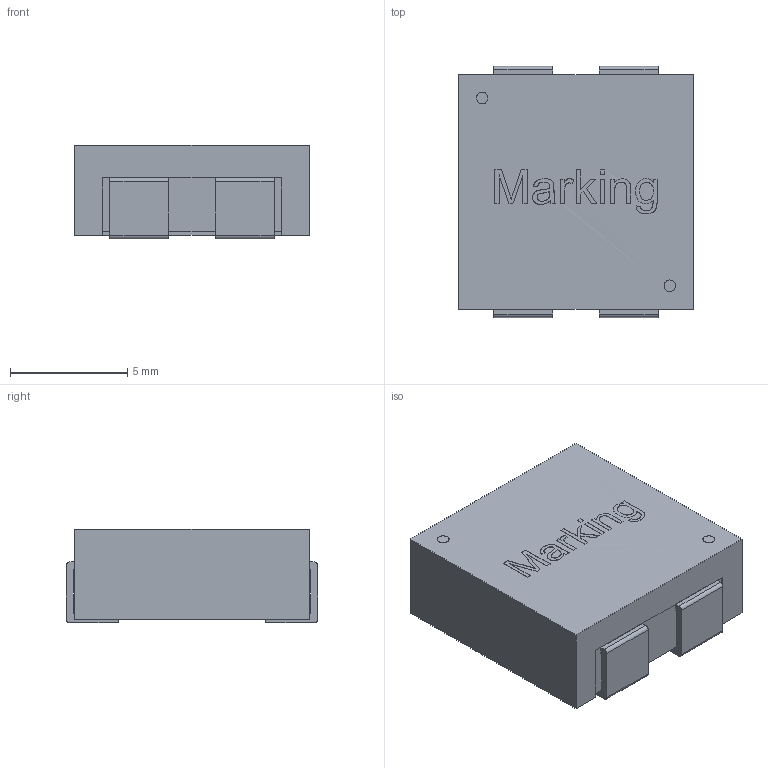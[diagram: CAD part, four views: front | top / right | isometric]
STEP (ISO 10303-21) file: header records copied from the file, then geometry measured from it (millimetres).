
FILE_DESCRIPTION(/* description */ ('Unknown'),/* implementation_level */ '2;1');
FILE_NAME(/* name */ 'L_Wurth_WE-MCRI-1040',/* time_stamp */ '2025-06-04T13:31:23+08:00',/* author */ ('Unknown'),/* organization */ ('Unknown'),/* preprocessor_version */ 'ST-DEVELOPER v19.4',/* originating_system */ 'Solid Edge',/* authorisation */ 'Unknown');
FILE_SCHEMA (('AUTOMOTIVE_DESIGN {1 0 10303 214 3 1 1}'));
Length unit declared in the file: millimetre
Products named in the file (2): L_Wurth_WE-MCRI-1040
Assembly tree (1 placements, depth 2):
  L_Wurth_WE-MCRI-1040
    L_Wurth_WE-MCRI-1040
Bounding box: 10 x 10.7 x 4 mm (x, y, z)
Volume: 390.6 mm3; surface area: 426 mm2
Topology: 1 solids, 1 shells, 139 faces, 378 edges, 253 vertices
Faces by surface type: plane 108, cylinder 20, bspline 11
Full cylindrical faces by diameter (mm): 0.5 x2
Entity records: 5753 total; most frequent: CARTESIAN_POINT 1477, ORIENTED_EDGE 750, DIRECTION 543, EDGE_CURVE 375, VERTEX_POINT 253, LINE 211, VECTOR 211, AXIS2_PLACEMENT_3D 166
